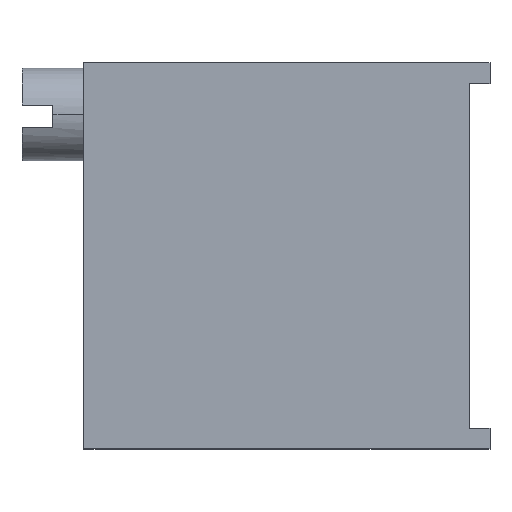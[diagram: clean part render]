
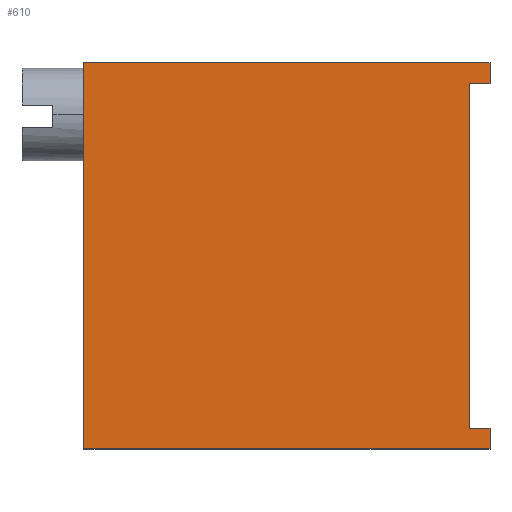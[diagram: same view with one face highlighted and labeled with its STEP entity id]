
A CAD part, top view. The second image highlights one B-rep face of the part: STEP entity #610.
In plain terms, the highlighted planar face has unit normal (0, 0, 1).
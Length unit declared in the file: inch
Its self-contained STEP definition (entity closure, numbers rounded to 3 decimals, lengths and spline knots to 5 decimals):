
#87=DIRECTION('',(1.,0.,0.));
#88=VECTOR('',#87,0.395);
#89=CARTESIAN_POINT('',(0.,0.,0.225));
#90=LINE('',#89,#88);
#91=DIRECTION('',(0.,1.,0.));
#92=VECTOR('',#91,0.33505);
#93=CARTESIAN_POINT('',(0.375,-0.35503,0.225));
#94=LINE('',#93,#92);
#95=DIRECTION('',(-1.,0.,0.));
#96=VECTOR('',#95,0.395);
#97=CARTESIAN_POINT('',(0.395,-0.375,0.225));
#98=LINE('',#97,#96);
#99=DIRECTION('',(0.,1.,0.));
#100=VECTOR('',#99,0.375);
#101=CARTESIAN_POINT('',(0.,-0.375,0.225));
#102=LINE('',#101,#100);
#103=DIRECTION('',(0.,-1.,0.));
#104=VECTOR('',#103,0.01997);
#105=CARTESIAN_POINT('',(0.395,0.,0.225));
#106=LINE('',#105,#104);
#275=DIRECTION('',(0.,-1.,0.));
#276=VECTOR('',#275,0.01997);
#277=CARTESIAN_POINT('',(0.395,-0.35503,0.225));
#278=LINE('',#277,#276);
#283=DIRECTION('',(1.,0.,0.));
#284=VECTOR('',#283,0.02);
#285=CARTESIAN_POINT('',(0.375,-0.35503,0.225));
#286=LINE('',#285,#284);
#299=DIRECTION('',(-1.,0.,0.));
#300=VECTOR('',#299,0.02);
#301=CARTESIAN_POINT('',(0.395,-0.01997,0.225));
#302=LINE('',#301,#300);
#485=CARTESIAN_POINT('',(0.395,0.,0.225));
#486=CARTESIAN_POINT('',(0.395,-0.01997,0.225));
#487=VERTEX_POINT('',#485);
#488=VERTEX_POINT('',#486);
#489=CARTESIAN_POINT('',(0.375,-0.01997,0.225));
#490=VERTEX_POINT('',#489);
#491=CARTESIAN_POINT('',(0.375,-0.35503,0.225));
#492=CARTESIAN_POINT('',(0.395,-0.35503,0.225));
#493=VERTEX_POINT('',#491);
#494=VERTEX_POINT('',#492);
#495=CARTESIAN_POINT('',(0.395,-0.375,0.225));
#496=VERTEX_POINT('',#495);
#497=CARTESIAN_POINT('',(0.,0.,0.225));
#498=VERTEX_POINT('',#497);
#499=CARTESIAN_POINT('',(0.,-0.375,0.225));
#500=VERTEX_POINT('',#499);
#588=CARTESIAN_POINT('',(0.,0.,0.225));
#589=DIRECTION('',(0.,0.,1.));
#590=DIRECTION('',(1.,0.,0.));
#591=AXIS2_PLACEMENT_3D('',#588,#589,#590);
#592=PLANE('',#591);
#593=ORIENTED_EDGE('',*,*,#571,.T.);
#595=ORIENTED_EDGE('',*,*,#594,.T.);
#597=ORIENTED_EDGE('',*,*,#596,.T.);
#599=ORIENTED_EDGE('',*,*,#598,.F.);
#601=ORIENTED_EDGE('',*,*,#600,.T.);
#603=ORIENTED_EDGE('',*,*,#602,.T.);
#605=ORIENTED_EDGE('',*,*,#604,.T.);
#607=ORIENTED_EDGE('',*,*,#606,.T.);
#608=EDGE_LOOP('',(#593,#595,#597,#599,#601,#603,#605,#607));
#609=FACE_OUTER_BOUND('',#608,.F.);
#610=ADVANCED_FACE('',(#609),#592,.T.);
#571=EDGE_CURVE('',#498,#487,#90,.T.);
#594=EDGE_CURVE('',#487,#488,#106,.T.);
#596=EDGE_CURVE('',#488,#490,#302,.T.);
#598=EDGE_CURVE('',#493,#490,#94,.T.);
#600=EDGE_CURVE('',#493,#494,#286,.T.);
#602=EDGE_CURVE('',#494,#496,#278,.T.);
#604=EDGE_CURVE('',#496,#500,#98,.T.);
#606=EDGE_CURVE('',#500,#498,#102,.T.);
